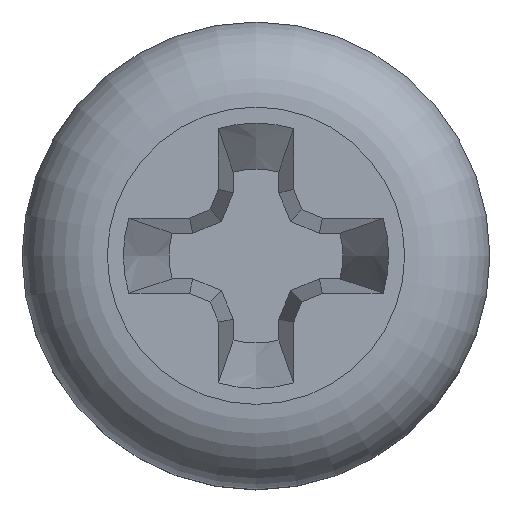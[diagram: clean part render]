
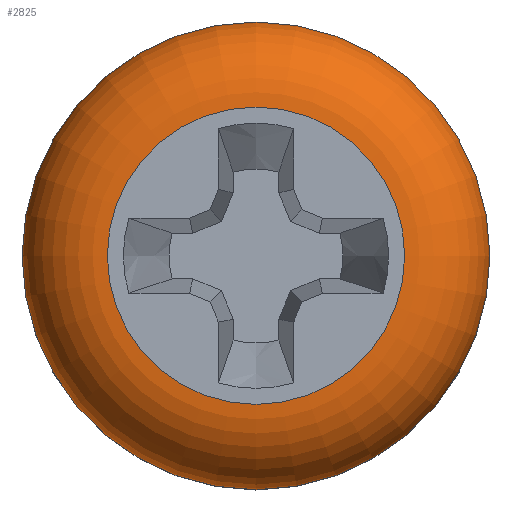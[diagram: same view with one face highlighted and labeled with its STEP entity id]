
A CAD part, top view. The second image highlights one B-rep face of the part: STEP entity #2825.
In plain terms, the highlighted toroidal (fillet/blend) face has major radius 1.78 mm and minor radius 1.02 mm.
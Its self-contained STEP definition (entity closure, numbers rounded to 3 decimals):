
#39=TOROIDAL_SURFACE('',#3004,1.78,1.02);
#293=FACE_OUTER_BOUND('',#443,.T.);
#443=EDGE_LOOP('',(#2191,#2192,#2193,#2194,#2195,#2196,#2197));
#482=CIRCLE('',#3005,2.8);
#483=CIRCLE('',#3006,2.8);
#484=CIRCLE('',#3007,1.02);
#485=CIRCLE('',#3008,1.78);
#486=CIRCLE('',#3009,1.78);
#487=CIRCLE('',#3010,2.8);
#1209=VERTEX_POINT('',#16514);
#1210=VERTEX_POINT('',#16515);
#1211=VERTEX_POINT('',#16517);
#1212=VERTEX_POINT('',#16519);
#1213=VERTEX_POINT('',#16521);
#1627=EDGE_CURVE('',#1209,#1210,#482,.T.);
#1628=EDGE_CURVE('',#1211,#1209,#483,.T.);
#1629=EDGE_CURVE('',#1211,#1212,#484,.T.);
#1630=EDGE_CURVE('',#1212,#1213,#485,.T.);
#1631=EDGE_CURVE('',#1213,#1212,#486,.T.);
#1632=EDGE_CURVE('',#1210,#1211,#487,.T.);
#2191=ORIENTED_EDGE('',*,*,#1627,.F.);
#2192=ORIENTED_EDGE('',*,*,#1628,.F.);
#2193=ORIENTED_EDGE('',*,*,#1629,.T.);
#2194=ORIENTED_EDGE('',*,*,#1630,.T.);
#2195=ORIENTED_EDGE('',*,*,#1631,.T.);
#2196=ORIENTED_EDGE('',*,*,#1629,.F.);
#2197=ORIENTED_EDGE('',*,*,#1632,.F.);
#2825=ADVANCED_FACE('',(#293),#39,.T.);
#3004=AXIS2_PLACEMENT_3D('',#16513,#3428,#3429);
#3005=AXIS2_PLACEMENT_3D('',#16516,#3430,#3431);
#3006=AXIS2_PLACEMENT_3D('',#16518,#3432,#3433);
#3007=AXIS2_PLACEMENT_3D('',#16520,#3434,#3435);
#3008=AXIS2_PLACEMENT_3D('',#16522,#3436,#3437);
#3009=AXIS2_PLACEMENT_3D('',#16523,#3438,#3439);
#3010=AXIS2_PLACEMENT_3D('',#16524,#3440,#3441);
#3428=DIRECTION('center_axis',(0.,0.,-1.));
#3429=DIRECTION('ref_axis',(0.,1.,0.));
#3430=DIRECTION('center_axis',(0.,0.,-1.));
#3431=DIRECTION('ref_axis',(0.,1.,0.));
#3432=DIRECTION('center_axis',(0.,0.,-1.));
#3433=DIRECTION('ref_axis',(0.,1.,0.));
#3434=DIRECTION('center_axis',(-1.,0.,0.));
#3435=DIRECTION('ref_axis',(0.,-1.,0.));
#3436=DIRECTION('center_axis',(0.,0.,-1.));
#3437=DIRECTION('ref_axis',(0.,1.,0.));
#3438=DIRECTION('center_axis',(0.,0.,-1.));
#3439=DIRECTION('ref_axis',(0.,1.,0.));
#3440=DIRECTION('center_axis',(0.,0.,-1.));
#3441=DIRECTION('ref_axis',(0.,1.,0.));
#16513=CARTESIAN_POINT('Origin',(0.,0.,1.38));
#16514=CARTESIAN_POINT('',(-2.8,0.,1.38));
#16515=CARTESIAN_POINT('',(2.8,0.,1.38));
#16516=CARTESIAN_POINT('Origin',(0.,0.,1.38));
#16517=CARTESIAN_POINT('',(0.,-2.8,1.38));
#16518=CARTESIAN_POINT('Origin',(0.,0.,1.38));
#16519=CARTESIAN_POINT('',(0.,-1.78,2.4));
#16520=CARTESIAN_POINT('Origin',(0.,-1.78,1.38));
#16521=CARTESIAN_POINT('',(0.,1.78,2.4));
#16522=CARTESIAN_POINT('Origin',(0.,0.,2.4));
#16523=CARTESIAN_POINT('Origin',(0.,0.,2.4));
#16524=CARTESIAN_POINT('Origin',(0.,0.,1.38));
